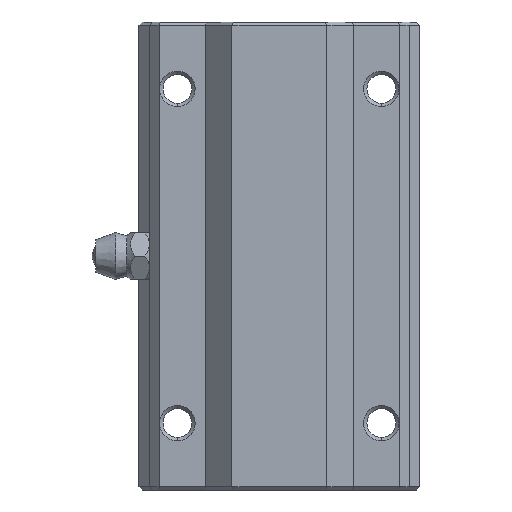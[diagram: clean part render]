
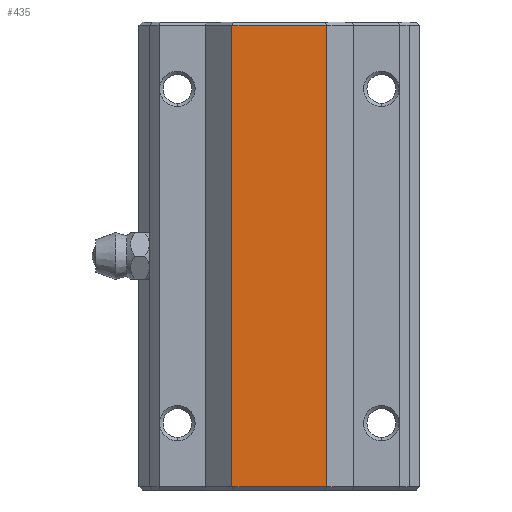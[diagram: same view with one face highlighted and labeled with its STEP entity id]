
A CAD part, front view. The second image highlights one B-rep face of the part: STEP entity #435.
In plain terms, the highlighted planar face has unit normal (0, -1, 0).
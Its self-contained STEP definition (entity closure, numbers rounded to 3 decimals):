
#29 = AXIS2_PLACEMENT_3D ( 'NONE', #3184, #2314, #2132 ) ;
#66 = EDGE_LOOP ( 'NONE', ( #3198, #1337, #2898, #837 ) ) ;
#138 = VERTEX_POINT ( 'NONE', #2961 ) ;
#164 = CARTESIAN_POINT ( 'NONE',  ( 7.1, -13., 35. ) ) ;
#182 = VERTEX_POINT ( 'NONE', #1806 ) ;
#184 = CARTESIAN_POINT ( 'NONE',  ( -7.1, -13., -34.5 ) ) ;
#188 = VERTEX_POINT ( 'NONE', #2049 ) ;
#305 = DIRECTION ( 'NONE',  ( 0., 0., -1. ) ) ;
#363 = DIRECTION ( 'NONE',  ( 0., 0., -1. ) ) ;
#410 = CARTESIAN_POINT ( 'NONE',  ( -7.1, -13., 34.5 ) ) ;
#435 = ADVANCED_FACE ( 'NONE', ( #3445 ), #2187, .F. ) ;
#558 = EDGE_CURVE ( 'NONE', #188, #182, #1065, .T. ) ;
#587 = DIRECTION ( 'NONE',  ( 1., 0., 0. ) ) ;
#697 = LINE ( 'NONE', #410, #2435 ) ;
#738 = VECTOR ( 'NONE', #363, 1000. ) ;
#837 = ORIENTED_EDGE ( 'NONE', *, *, #2684, .T. ) ;
#900 = DIRECTION ( 'NONE',  ( -1., 0., 0. ) ) ;
#948 = CARTESIAN_POINT ( 'NONE',  ( 7.1, -13., -34.5 ) ) ;
#972 = CARTESIAN_POINT ( 'NONE',  ( -7.1, -13., 35. ) ) ;
#1065 = LINE ( 'NONE', #164, #2377 ) ;
#1337 = ORIENTED_EDGE ( 'NONE', *, *, #2218, .T. ) ;
#1806 = CARTESIAN_POINT ( 'NONE',  ( 7.1, -13., -34.5 ) ) ;
#2049 = CARTESIAN_POINT ( 'NONE',  ( 7.1, -13., 34.5 ) ) ;
#2132 = DIRECTION ( 'NONE',  ( 0., 0., 1. ) ) ;
#2187 = PLANE ( 'NONE',  #29 ) ;
#2218 = EDGE_CURVE ( 'NONE', #3187, #182, #2490, .T. ) ;
#2314 = DIRECTION ( 'NONE',  ( 0., 1., 0. ) ) ;
#2377 = VECTOR ( 'NONE', #305, 1000. ) ;
#2428 = EDGE_CURVE ( 'NONE', #138, #3187, #3288, .T. ) ;
#2435 = VECTOR ( 'NONE', #900, 1000. ) ;
#2490 = LINE ( 'NONE', #948, #3206 ) ;
#2684 = EDGE_CURVE ( 'NONE', #188, #138, #697, .T. ) ;
#2898 = ORIENTED_EDGE ( 'NONE', *, *, #558, .F. ) ;
#2961 = CARTESIAN_POINT ( 'NONE',  ( -7.1, -13., 34.5 ) ) ;
#3184 = CARTESIAN_POINT ( 'NONE',  ( -7.1, -13., 35. ) ) ;
#3187 = VERTEX_POINT ( 'NONE', #184 ) ;
#3198 = ORIENTED_EDGE ( 'NONE', *, *, #2428, .T. ) ;
#3206 = VECTOR ( 'NONE', #587, 1000. ) ;
#3288 = LINE ( 'NONE', #972, #738 ) ;
#3445 = FACE_OUTER_BOUND ( 'NONE', #66, .T. ) ;
